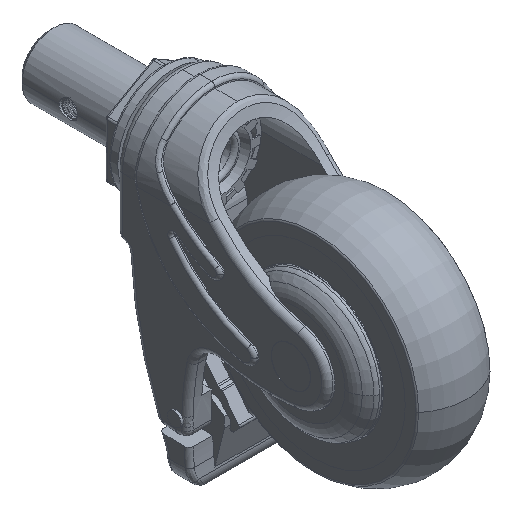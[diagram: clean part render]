
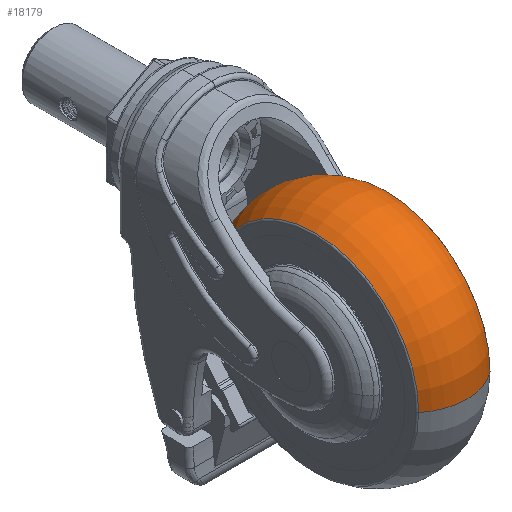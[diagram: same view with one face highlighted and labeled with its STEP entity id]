
A CAD part, isometric view. The second image highlights one B-rep face of the part: STEP entity #18179.
In plain terms, the highlighted toroidal (fillet/blend) face has major radius 26 mm and minor radius 25 mm.
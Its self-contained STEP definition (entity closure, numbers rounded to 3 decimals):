
#797 = VERTEX_POINT ( 'NONE', #8890 ) ;
#959 = DIRECTION ( 'NONE',  ( -1., 0., 0. ) ) ;
#1099 = CIRCLE ( 'NONE', #16368, 45.517 ) ;
#1645 = VERTEX_POINT ( 'NONE', #4974 ) ;
#2797 = DIRECTION ( 'NONE',  ( -1., 0., 0. ) ) ;
#3433 = DIRECTION ( 'NONE',  ( 0., -1., 0. ) ) ;
#4204 = ORIENTED_EDGE ( 'NONE', *, *, #11081, .F. ) ;
#4235 = DIRECTION ( 'NONE',  ( 0., -1., 0. ) ) ;
#4895 = CIRCLE ( 'NONE', #20135, 25. ) ;
#4974 = CARTESIAN_POINT ( 'NONE',  ( 15.623, 45.517, 0. ) ) ;
#5289 = AXIS2_PLACEMENT_3D ( 'NONE', #14615, #22925, #4235 ) ;
#5362 = CARTESIAN_POINT ( 'NONE',  ( -15.623, 45.517, 0. ) ) ;
#6609 = DIRECTION ( 'NONE',  ( 0., -1., 0. ) ) ;
#6750 = ORIENTED_EDGE ( 'NONE', *, *, #24493, .F. ) ;
#8744 = ORIENTED_EDGE ( 'NONE', *, *, #26221, .T. ) ;
#8890 = CARTESIAN_POINT ( 'NONE',  ( -15.623, -45.517, 0. ) ) ;
#10158 = VERTEX_POINT ( 'NONE', #20374 ) ;
#11081 = EDGE_CURVE ( 'NONE', #797, #20148, #1099, .T. ) ;
#11164 = DIRECTION ( 'NONE',  ( 0., -1., 0. ) ) ;
#11378 = CARTESIAN_POINT ( 'NONE',  ( 0., -26., 0. ) ) ;
#12132 = AXIS2_PLACEMENT_3D ( 'NONE', #21510, #2797, #11164 ) ;
#12854 = ORIENTED_EDGE ( 'NONE', *, *, #22869, .T. ) ;
#13818 = CARTESIAN_POINT ( 'NONE',  ( 0., 26., 0. ) ) ;
#14544 = EDGE_LOOP ( 'NONE', ( #8744, #12854, #4204, #6750 ) ) ;
#14615 = CARTESIAN_POINT ( 'NONE',  ( 15.623, 0., 0. ) ) ;
#16368 = AXIS2_PLACEMENT_3D ( 'NONE', #16979, #25285, #6609 ) ;
#16979 = CARTESIAN_POINT ( 'NONE',  ( -15.623, 0., 0. ) ) ;
#17073 = CIRCLE ( 'NONE', #5289, 45.517 ) ;
#18179 = ADVANCED_FACE ( 'NONE', ( #23562 ), #23883, .T. ) ;
#19677 = DIRECTION ( 'NONE',  ( 0., 0., -1. ) ) ;
#20135 = AXIS2_PLACEMENT_3D ( 'NONE', #13818, #22135, #3433 ) ;
#20148 = VERTEX_POINT ( 'NONE', #5362 ) ;
#20374 = CARTESIAN_POINT ( 'NONE',  ( 15.623, -45.517, 0. ) ) ;
#21510 = CARTESIAN_POINT ( 'NONE',  ( 0., 0., 0. ) ) ;
#22135 = DIRECTION ( 'NONE',  ( 0., 0., 1. ) ) ;
#22869 = EDGE_CURVE ( 'NONE', #1645, #20148, #4895, .T. ) ;
#22925 = DIRECTION ( 'NONE',  ( -1., 0., 0. ) ) ;
#23351 = CIRCLE ( 'NONE', #26803, 25. ) ;
#23562 = FACE_OUTER_BOUND ( 'NONE', #14544, .T. ) ;
#23883 = TOROIDAL_SURFACE ( 'NONE', #12132, 26., 25. ) ;
#24493 = EDGE_CURVE ( 'NONE', #10158, #797, #23351, .T. ) ;
#25285 = DIRECTION ( 'NONE',  ( -1., 0., 0. ) ) ;
#26221 = EDGE_CURVE ( 'NONE', #10158, #1645, #17073, .T. ) ;
#26803 = AXIS2_PLACEMENT_3D ( 'NONE', #11378, #19677, #959 ) ;
